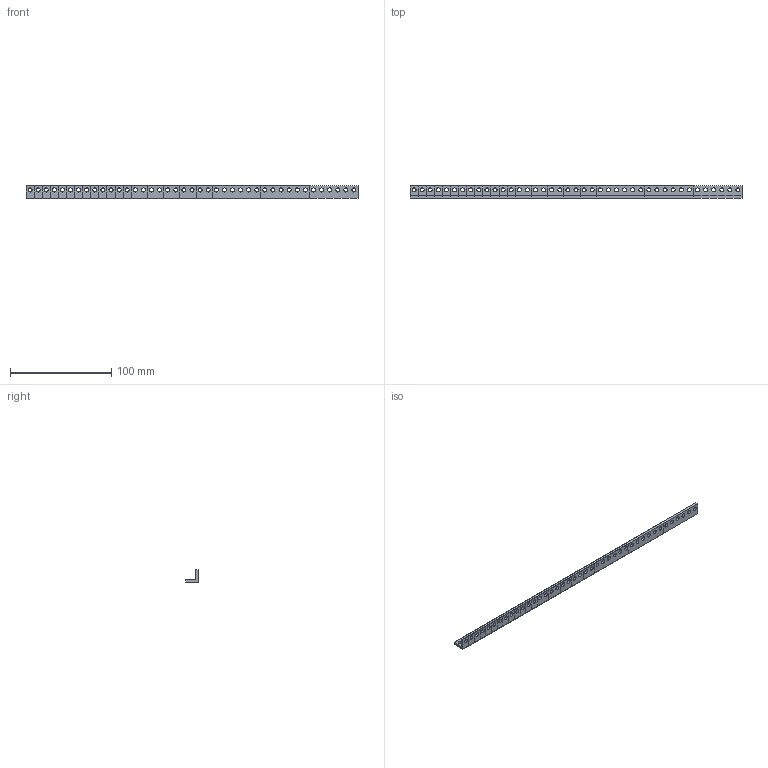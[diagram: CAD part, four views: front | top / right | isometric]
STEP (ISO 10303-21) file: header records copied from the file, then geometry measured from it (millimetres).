
FILE_DESCRIPTION( ( '' ), ' ' );
FILE_NAME( '5a2aa9357664ac0ef898bfa5.step', '2017-12-08T15:01:09', ( '' ), ( '' ), ' ', ' ', ' ' );
FILE_SCHEMA( ( 'AUTOMOTIVE_DESIGN { 1 0 10303 214 1 1 1 1 }' ) );
Length unit declared in the file: metre
Products named in the file (21): 1103-0041-0328; 1103-0035-0280; 1103-0029-0232; 1103-0023-0184; 1103-0021-0168; 1103-0019-0152; 1103-0017-0136; 1103-0015-0120; 1103-0013-0104; 1103-0012-0096; 1103-0011-0088; 1103-0010-0080; 1103-0009-0072; 1103-0008-0064; 1103-0007-0056; 1103-0006-0048; 1103-0005-0040; 1103-0004-0032; 1103-0003-0024; 1103-0002-0016; 1103-0001-0008
Bounding box: 328 x 12 x 12 mm (x, y, z)
Surface area: 117658.3 mm2
Topology: 21 solids, 21 shells, 750 faces, 2706 edges, 1998 vertices
Faces by surface type: cylinder 582, plane 168
Full cylindrical faces by diameter (mm): 4 x582
Entity records: 30586 total; most frequent: DIRECTION 4248, CARTESIAN_POINT 3729, ORIENTED_EDGE 3084, EDGE_LOOP 2496, AXIS2_PLACEMENT_3D 1935, EDGE_CURVE 1542, VERTEX_POINT 1416, FACE_OUTER_BOUND 1332
